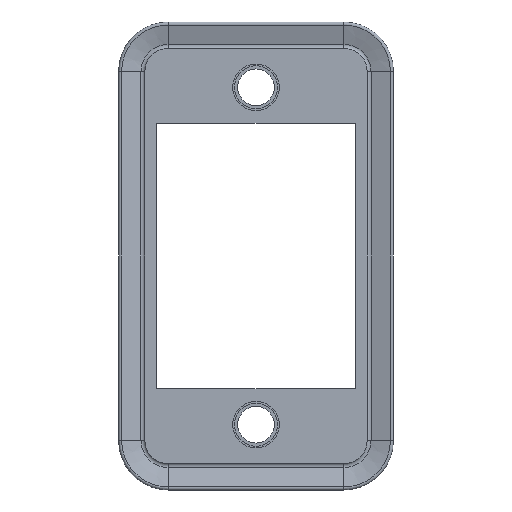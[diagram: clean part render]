
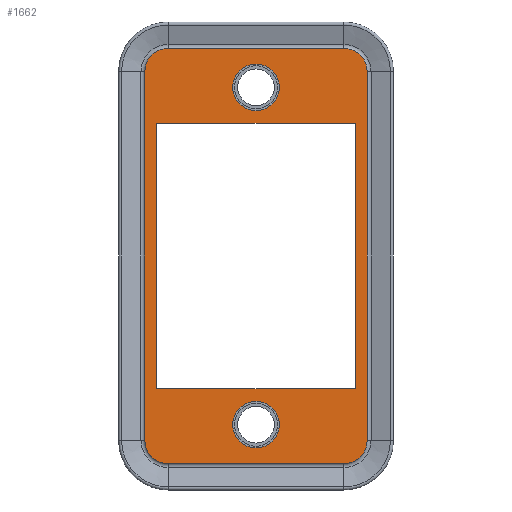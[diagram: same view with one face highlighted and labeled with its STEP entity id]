
A CAD part, front view. The second image highlights one B-rep face of the part: STEP entity #1662.
In plain terms, the highlighted planar face has unit normal (0, -1, 0).
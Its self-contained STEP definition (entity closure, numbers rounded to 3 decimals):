
#131=LINE('',#2643,#251);
#134=LINE('',#2648,#254);
#136=LINE('',#2652,#256);
#138=LINE('',#2655,#258);
#160=LINE('',#2756,#280);
#171=LINE('',#2802,#291);
#183=LINE('',#2849,#303);
#186=LINE('',#2872,#306);
#251=VECTOR('',#2003,10.);
#254=VECTOR('',#2008,10.);
#256=VECTOR('',#2012,10.);
#258=VECTOR('',#2016,10.);
#280=VECTOR('',#2140,10.);
#291=VECTOR('',#2197,10.);
#303=VECTOR('',#2257,10.);
#306=VECTOR('',#2290,10.);
#347=FACE_BOUND('',#557,.T.);
#348=FACE_BOUND('',#558,.T.);
#349=FACE_BOUND('',#559,.T.);
#443=FACE_OUTER_BOUND('',#556,.T.);
#556=EDGE_LOOP('',(#1393,#1394,#1395,#1396,#1397,#1398,#1399,#1400));
#557=EDGE_LOOP('',(#1401));
#558=EDGE_LOOP('',(#1402));
#559=EDGE_LOOP('',(#1403,#1404,#1405,#1406));
#570=CIRCLE('',#1701,2.);
#576=CIRCLE('',#1712,2.);
#605=CIRCLE('',#1779,2.);
#617=CIRCLE('',#1802,2.);
#629=CIRCLE('',#1826,2.);
#640=CIRCLE('',#1848,2.);
#646=VERTEX_POINT('',#2322);
#652=VERTEX_POINT('',#2340);
#713=VERTEX_POINT('',#2641);
#714=VERTEX_POINT('',#2642);
#715=VERTEX_POINT('',#2647);
#716=VERTEX_POINT('',#2651);
#738=VERTEX_POINT('',#2732);
#739=VERTEX_POINT('',#2734);
#744=VERTEX_POINT('',#2754);
#750=VERTEX_POINT('',#2778);
#756=VERTEX_POINT('',#2800);
#762=VERTEX_POINT('',#2826);
#767=VERTEX_POINT('',#2847);
#772=VERTEX_POINT('',#2868);
#779=EDGE_CURVE('',#646,#646,#570,.T.);
#786=EDGE_CURVE('',#652,#652,#576,.T.);
#871=EDGE_CURVE('',#713,#714,#131,.T.);
#874=EDGE_CURVE('',#714,#715,#134,.T.);
#876=EDGE_CURVE('',#715,#716,#136,.T.);
#878=EDGE_CURVE('',#716,#713,#138,.T.);
#918=EDGE_CURVE('',#738,#739,#605,.T.);
#928=EDGE_CURVE('',#744,#738,#160,.T.);
#940=EDGE_CURVE('',#750,#744,#617,.T.);
#951=EDGE_CURVE('',#756,#750,#171,.T.);
#964=EDGE_CURVE('',#762,#756,#629,.T.);
#975=EDGE_CURVE('',#767,#762,#183,.T.);
#985=EDGE_CURVE('',#772,#767,#640,.T.);
#986=EDGE_CURVE('',#739,#772,#186,.T.);
#1393=ORIENTED_EDGE('',*,*,#985,.T.);
#1394=ORIENTED_EDGE('',*,*,#975,.T.);
#1395=ORIENTED_EDGE('',*,*,#964,.T.);
#1396=ORIENTED_EDGE('',*,*,#951,.T.);
#1397=ORIENTED_EDGE('',*,*,#940,.T.);
#1398=ORIENTED_EDGE('',*,*,#928,.T.);
#1399=ORIENTED_EDGE('',*,*,#918,.T.);
#1400=ORIENTED_EDGE('',*,*,#986,.T.);
#1401=ORIENTED_EDGE('',*,*,#779,.T.);
#1402=ORIENTED_EDGE('',*,*,#786,.T.);
#1403=ORIENTED_EDGE('',*,*,#876,.T.);
#1404=ORIENTED_EDGE('',*,*,#878,.T.);
#1405=ORIENTED_EDGE('',*,*,#871,.T.);
#1406=ORIENTED_EDGE('',*,*,#874,.T.);
#1466=PLANE('',#1849);
#1662=ADVANCED_FACE('',(#443,#347,#348,#349),#1466,.T.);
#1701=AXIS2_PLACEMENT_3D('',#2323,#1878,#1879);
#1712=AXIS2_PLACEMENT_3D('',#2341,#1901,#1902);
#1779=AXIS2_PLACEMENT_3D('',#2736,#2116,#2117);
#1802=AXIS2_PLACEMENT_3D('',#2780,#2172,#2173);
#1826=AXIS2_PLACEMENT_3D('',#2828,#2232,#2233);
#1848=AXIS2_PLACEMENT_3D('',#2870,#2286,#2287);
#1849=AXIS2_PLACEMENT_3D('',#2871,#2288,#2289);
#1878=DIRECTION('center_axis',(0.,1.,0.));
#1879=DIRECTION('ref_axis',(-1.,0.,0.));
#1901=DIRECTION('center_axis',(0.,1.,0.));
#1902=DIRECTION('ref_axis',(-1.,0.,0.));
#2003=DIRECTION('',(-1.,0.,0.));
#2008=DIRECTION('',(0.,0.,1.));
#2012=DIRECTION('',(1.,0.,0.));
#2016=DIRECTION('',(0.,0.,-1.));
#2116=DIRECTION('center_axis',(0.,-1.,0.));
#2117=DIRECTION('ref_axis',(0.,0.,1.));
#2140=DIRECTION('',(-1.,0.,0.));
#2172=DIRECTION('center_axis',(0.,-1.,0.));
#2173=DIRECTION('ref_axis',(1.,0.,0.));
#2197=DIRECTION('',(0.,0.,1.));
#2232=DIRECTION('center_axis',(0.,-1.,0.));
#2233=DIRECTION('ref_axis',(0.,0.,
-1.));
#2257=DIRECTION('',(1.,0.,0.));
#2286=DIRECTION('center_axis',(0.,-1.,0.));
#2287=DIRECTION('ref_axis',(-1.,0.,0.));
#2288=DIRECTION('center_axis',(0.,-1.,0.));
#2289=DIRECTION('ref_axis',(-1.,0.,0.));
#2290=DIRECTION('',(0.,0.,-1.));
#2322=CARTESIAN_POINT('',(2.,-1.2,14.5));
#2323=CARTESIAN_POINT('Origin',(0.,-1.2,14.5));
#2340=CARTESIAN_POINT('',(2.,-1.2,-14.5));
#2341=CARTESIAN_POINT('Origin',(0.,-1.2,-14.5));
#2641=CARTESIAN_POINT('',(8.55,-1.2,-11.4));
#2642=CARTESIAN_POINT('',(-8.55,-1.2,-11.4));
#2643=CARTESIAN_POINT('',(-8.05,-1.2,-11.4));
#2647=CARTESIAN_POINT('',(-8.55,-1.2,11.4));
#2648=CARTESIAN_POINT('',(-8.55,-1.2,-2.225));
#2651=CARTESIAN_POINT('',(8.55,-1.2,11.4));
#2652=CARTESIAN_POINT('',(0.5,-1.2,11.4));
#2655=CARTESIAN_POINT('',(8.55,-1.2,-13.625));
#2732=CARTESIAN_POINT('',(-7.55,-1.2,17.85));
#2734=CARTESIAN_POINT('',(-9.55,-1.2,15.85));
#2736=CARTESIAN_POINT('Origin',(-7.55,-1.2,15.85));
#2754=CARTESIAN_POINT('',(7.55,-1.2,17.85));
#2756=CARTESIAN_POINT('',(7.55,-1.2,17.85));
#2778=CARTESIAN_POINT('',(9.55,-1.2,15.85));
#2780=CARTESIAN_POINT('Origin',(7.55,-1.2,15.85));
#2800=CARTESIAN_POINT('',(9.55,-1.2,-15.85));
#2802=CARTESIAN_POINT('',(9.55,-1.2,-15.85));
#2826=CARTESIAN_POINT('',(7.55,-1.2,-17.85));
#2828=CARTESIAN_POINT('Origin',(7.55,-1.2,-15.85));
#2847=CARTESIAN_POINT('',(-7.55,-1.2,-17.85));
#2849=CARTESIAN_POINT('',(-7.55,-1.2,-17.85));
#2868=CARTESIAN_POINT('',(-9.55,-1.2,-15.85));
#2870=CARTESIAN_POINT('Origin',(-7.55,-1.2,-15.85));
#2871=CARTESIAN_POINT('Origin',(-7.55,-1.2,-15.85));
#2872=CARTESIAN_POINT('',(-9.55,-1.2,15.85));
